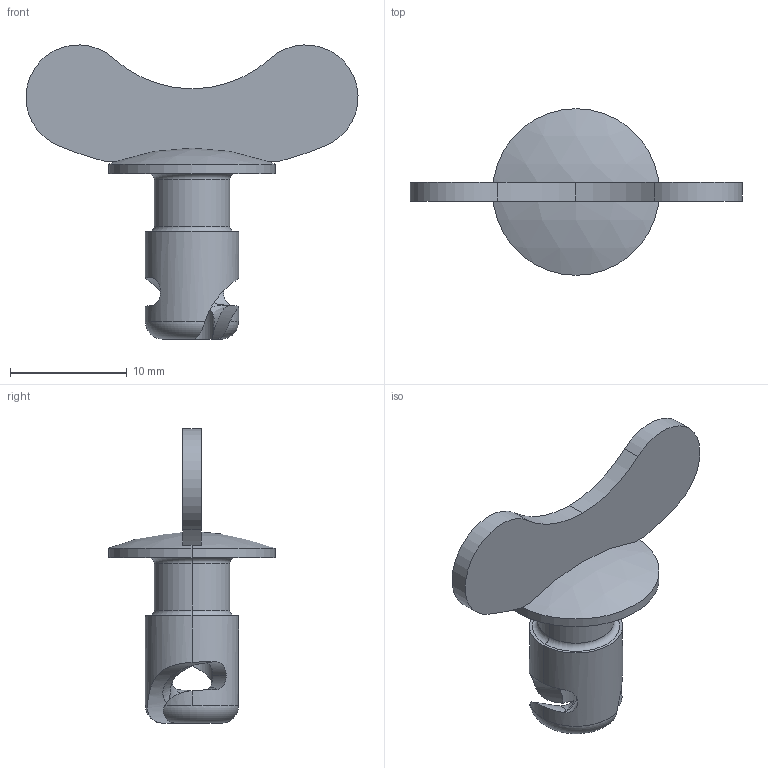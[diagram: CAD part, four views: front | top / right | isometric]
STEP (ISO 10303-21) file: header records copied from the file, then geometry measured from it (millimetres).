
FILE_DESCRIPTION (( 'STEP AP214' ), '1' );
FILE_NAME ('TL_65_1.STEP', '2015-05-22T00:27:45', ( '' ), ( '' ), 'SwSTEP 2.0', 'SolidWorks 2015', '' );
FILE_SCHEMA (( 'AUTOMOTIVE_DESIGN' ));
Length unit declared in the file: millimetre
Products named in the file (2): fastener; TL_65_1
Assembly tree (1 placements, depth 2):
  TL_65_1
    fastener
Bounding box: 28.49 x 14.3 x 25.25 mm (x, y, z)
Volume: 949.7 mm3; surface area: 1344.3 mm2
Topology: 1 solids, 1 shells, 52 faces, 133 edges, 81 vertices
Faces by surface type: cylinder 26, plane 11, torus 7, bspline 6, sphere 2
Entity records: 2759 total; most frequent: CARTESIAN_POINT 1520, ORIENTED_EDGE 258, DIRECTION 241, EDGE_CURVE 129, AXIS2_PLACEMENT_3D 104, VERTEX_POINT 81, CIRCLE 54, EDGE_LOOP 54
